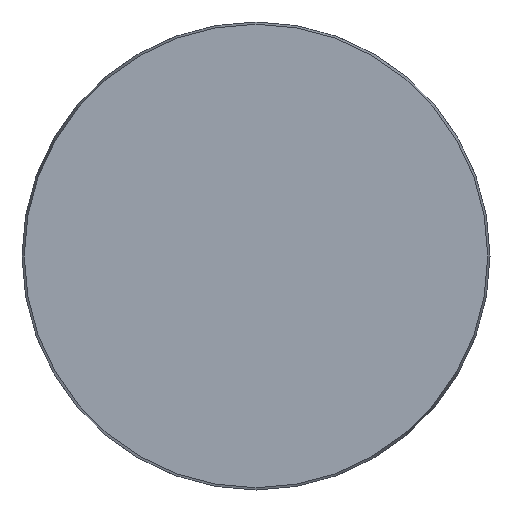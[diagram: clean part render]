
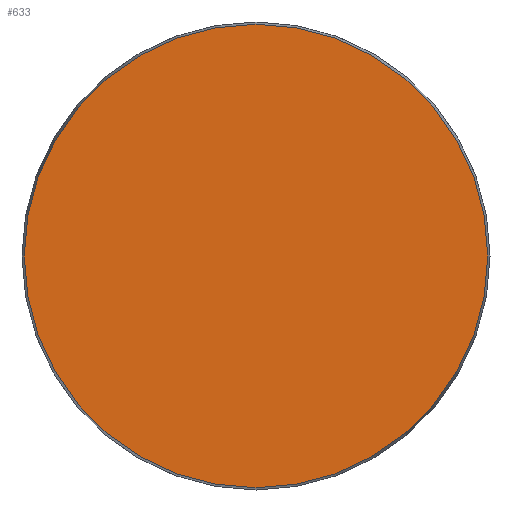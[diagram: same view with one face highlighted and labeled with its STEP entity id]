
A CAD part, front view. The second image highlights one B-rep face of the part: STEP entity #633.
In plain terms, the highlighted planar face has unit normal (0, -1, 0).
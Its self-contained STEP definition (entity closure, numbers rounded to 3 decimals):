
#88 = FACE_OUTER_BOUND ( 'NONE', #640, .T. ) ;
#111 = DIRECTION ( 'NONE',  ( 0., -1., 0. ) ) ;
#141 = PLANE ( 'NONE',  #263 ) ;
#197 = CARTESIAN_POINT ( 'NONE',  ( -58.425, 0., 0. ) ) ;
#263 = AXIS2_PLACEMENT_3D ( 'NONE', #197, #323, #551 ) ;
#269 = DIRECTION ( 'NONE',  ( 0., 0., -1. ) ) ;
#314 = AXIS2_PLACEMENT_3D ( 'NONE', #733, #111, #269 ) ;
#323 = DIRECTION ( 'NONE',  ( 0., 1., 0. ) ) ;
#371 = CIRCLE ( 'NONE', #314, 58.425 ) ;
#417 = ORIENTED_EDGE ( 'NONE', *, *, #725, .T. ) ;
#531 = CARTESIAN_POINT ( 'NONE',  ( 0., 0., -58.425 ) ) ;
#551 = DIRECTION ( 'NONE',  ( 0., 0., 1. ) ) ;
#633 = ADVANCED_FACE ( 'NONE', ( #88 ), #141, .F. ) ;
#640 = EDGE_LOOP ( 'NONE', ( #417 ) ) ;
#694 = VERTEX_POINT ( 'NONE', #531 ) ;
#725 = EDGE_CURVE ( 'NONE', #694, #694, #371, .T. ) ;
#733 = CARTESIAN_POINT ( 'NONE',  ( 0., 0., 0. ) ) ;
